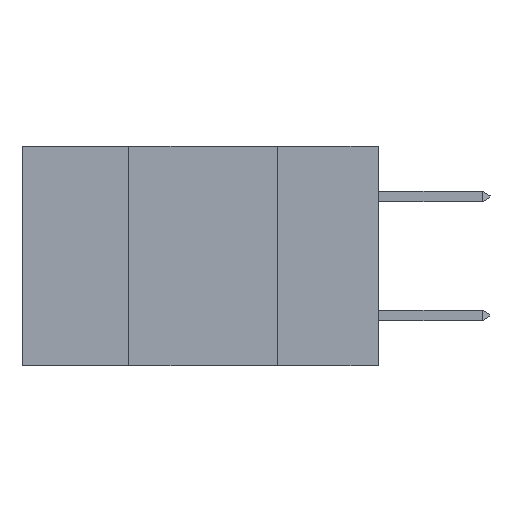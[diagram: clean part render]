
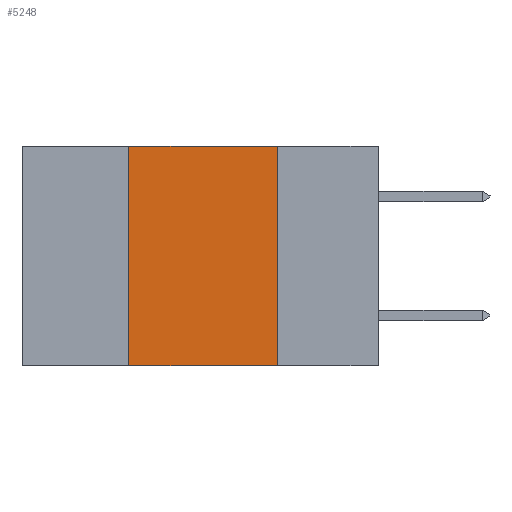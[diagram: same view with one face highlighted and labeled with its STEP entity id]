
A CAD part, left-side view. The second image highlights one B-rep face of the part: STEP entity #5248.
In plain terms, the highlighted planar face has unit normal (-1, 0, 0).
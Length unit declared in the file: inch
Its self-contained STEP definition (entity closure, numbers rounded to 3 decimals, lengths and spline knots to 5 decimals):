
#335 = PLANE ( 'NONE',  #7268 ) ;
#591 = DIRECTION ( 'NONE',  ( 0., 0., -1. ) ) ;
#682 = VERTEX_POINT ( 'NONE', #4187 ) ;
#1231 = EDGE_LOOP ( 'NONE', ( #7349, #2419, #7851, #13990 ) ) ;
#1263 = VECTOR ( 'NONE', #6203, 39.37008 ) ;
#1936 = CARTESIAN_POINT ( 'NONE',  ( 0., 0.17, 0. ) ) ;
#1958 = EDGE_CURVE ( 'NONE', #682, #3007, #2957, .T. ) ;
#2419 = ORIENTED_EDGE ( 'NONE', *, *, #1958, .F. ) ;
#2957 = LINE ( 'NONE', #5165, #11995 ) ;
#2977 = CARTESIAN_POINT ( 'NONE',  ( 0., 0.6, 0. ) ) ;
#3007 = VERTEX_POINT ( 'NONE', #1936 ) ;
#3452 = VERTEX_POINT ( 'NONE', #9728 ) ;
#4187 = CARTESIAN_POINT ( 'NONE',  ( 0., 0.42, 0. ) ) ;
#4374 = LINE ( 'NONE', #14337, #9482 ) ;
#4487 = DIRECTION ( 'NONE',  ( 0., -1., 0. ) ) ;
#5165 = CARTESIAN_POINT ( 'NONE',  ( 0., 0.6, 0. ) ) ;
#5248 = ADVANCED_FACE ( 'NONE', ( #5335 ), #335, .F. ) ;
#5266 = DIRECTION ( 'NONE',  ( 1., 0., 0. ) ) ;
#5335 = FACE_OUTER_BOUND ( 'NONE', #1231, .T. ) ;
#6042 = CARTESIAN_POINT ( 'NONE',  ( 0., 0.42, -0.37 ) ) ;
#6203 = DIRECTION ( 'NONE',  ( 0., 0., 1. ) ) ;
#6433 = EDGE_CURVE ( 'NONE', #3007, #9298, #4374, .T. ) ;
#6599 = DIRECTION ( 'NONE',  ( 0., -1., 0. ) ) ;
#7268 = AXIS2_PLACEMENT_3D ( 'NONE', #2977, #5266, #15374 ) ;
#7349 = ORIENTED_EDGE ( 'NONE', *, *, #6433, .F. ) ;
#7851 = ORIENTED_EDGE ( 'NONE', *, *, #8960, .F. ) ;
#7985 = VECTOR ( 'NONE', #4487, 39.37008 ) ;
#8960 = EDGE_CURVE ( 'NONE', #3452, #682, #11236, .T. ) ;
#9270 = CARTESIAN_POINT ( 'NONE',  ( 0., 0.17, -0.37 ) ) ;
#9298 = VERTEX_POINT ( 'NONE', #9270 ) ;
#9482 = VECTOR ( 'NONE', #591, 39.37008 ) ;
#9728 = CARTESIAN_POINT ( 'NONE',  ( 0., 0.42, -0.37 ) ) ;
#10503 = LINE ( 'NONE', #11871, #7985 ) ;
#11236 = LINE ( 'NONE', #6042, #1263 ) ;
#11692 = EDGE_CURVE ( 'NONE', #3452, #9298, #10503, .T. ) ;
#11871 = CARTESIAN_POINT ( 'NONE',  ( 0., 0.6, -0.37 ) ) ;
#11995 = VECTOR ( 'NONE', #6599, 39.37008 ) ;
#13990 = ORIENTED_EDGE ( 'NONE', *, *, #11692, .T. ) ;
#14337 = CARTESIAN_POINT ( 'NONE',  ( 0., 0.17, -0.37 ) ) ;
#15374 = DIRECTION ( 'NONE',  ( 0., 0., -1. ) ) ;
